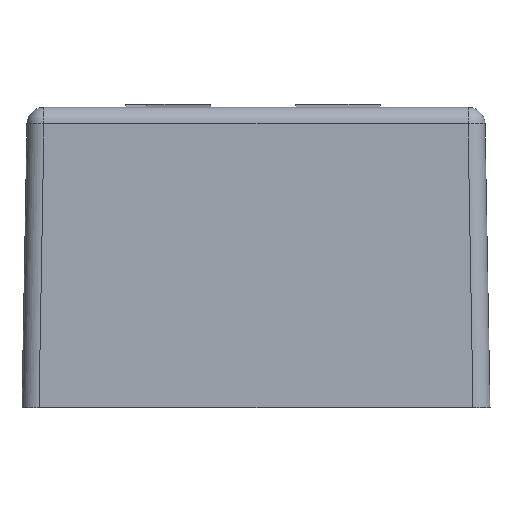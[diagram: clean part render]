
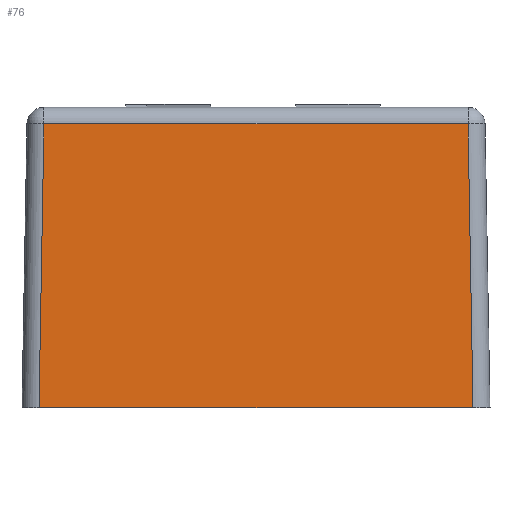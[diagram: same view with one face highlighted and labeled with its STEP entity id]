
A CAD part, left-side view. The second image highlights one B-rep face of the part: STEP entity #76.
In plain terms, the highlighted planar face has unit normal (-1, 0, 0.018).
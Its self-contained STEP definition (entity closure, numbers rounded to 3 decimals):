
#76 = ADVANCED_FACE( '', ( #171 ), #172, .T. );
#171 = FACE_OUTER_BOUND( '', #351, .T. );
#172 = PLANE( '', #352 );
#351 = EDGE_LOOP( '', ( #582, #583, #584, #585 ) );
#352 = AXIS2_PLACEMENT_3D( '', #586, #587, #588 );
#582 = ORIENTED_EDGE( '', *, *, #1277, .T. );
#583 = ORIENTED_EDGE( '', *, *, #1278, .T. );
#584 = ORIENTED_EDGE( '', *, *, #1279, .T. );
#585 = ORIENTED_EDGE( '', *, *, #1280, .T. );
#586 = CARTESIAN_POINT( '', ( -41.3, -41.3, 0. ) );
#587 = DIRECTION( '', ( -1., 0., 0.017 ) );
#588 = DIRECTION( '', ( 0.017, 0., 1. ) );
#1277 = EDGE_CURVE( '', #1537, #1538, #1539, .T. );
#1278 = EDGE_CURVE( '', #1538, #1540, #1541, .F. );
#1279 = EDGE_CURVE( '', #1540, #1542, #1543, .F. );
#1280 = EDGE_CURVE( '', #1542, #1537, #1544, .F. );
#1537 = VERTEX_POINT( '', #1974 );
#1538 = VERTEX_POINT( '', #1975 );
#1539 = LINE( '', #1976, #1977 );
#1540 = VERTEX_POINT( '', #1978 );
#1541 = LINE( '', #1979, #1980 );
#1542 = VERTEX_POINT( '', #1981 );
#1543 = LINE( '', #1982, #1983 );
#1544 = LINE( '', #1984, #1985 );
#1974 = CARTESIAN_POINT( '', ( -41.3, -38.3, 0. ) );
#1975 = CARTESIAN_POINT( '', ( -40.426, -37.427, 50.052 ) );
#1976 = CARTESIAN_POINT( '', ( -41.301, -38.301, -0.052 ) );
#1977 = VECTOR( '', #2434, 1000. );
#1978 = CARTESIAN_POINT( '', ( -40.426, 37.427, 50.052 ) );
#1979 = CARTESIAN_POINT( '', ( -40.426, 37.375, 50.052 ) );
#1980 = VECTOR( '', #2435, 1000. );
#1981 = CARTESIAN_POINT( '', ( -41.3, 38.3, 0. ) );
#1982 = CARTESIAN_POINT( '', ( -41.276, 38.276, 1.389 ) );
#1983 = VECTOR( '', #2436, 1000. );
#1984 = CARTESIAN_POINT( '', ( -41.3, -41.3, 0. ) );
#1985 = VECTOR( '', #2437, 1000. );
#2434 = DIRECTION( '', ( 0.017, 0.017, 1. ) );
#2435 = DIRECTION( '', ( 0., -1., 0. ) );
#2436 = DIRECTION( '', ( 0.017, -0.017, 1. ) );
#2437 = DIRECTION( '', ( 0., 1., 0. ) );
